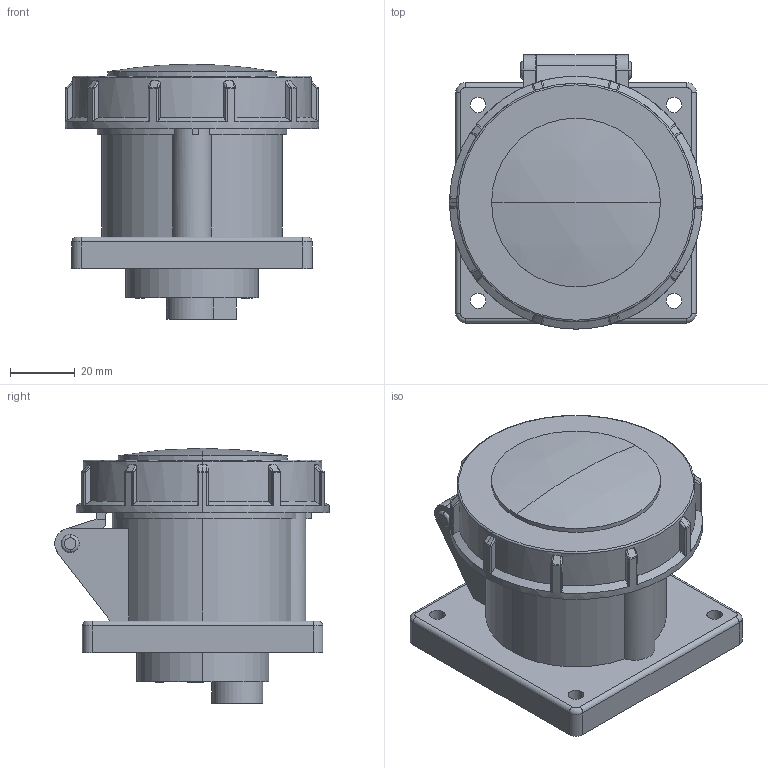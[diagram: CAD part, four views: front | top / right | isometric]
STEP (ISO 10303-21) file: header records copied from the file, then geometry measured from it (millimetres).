
FILE_DESCRIPTION (( 'STEP AP203' ), '1' );
FILE_NAME ('Ðîçåòêà ñòàöèîíàðíàÿ âíóòðåííÿÿ 3142 (ps-3142-16-380).STEP', '2018-09-04T07:03:33', ( '' ), ( '' ), 'SwSTEP 2.0', 'SolidWorks 2017', '' );
FILE_SCHEMA (( 'CONFIG_CONTROL_DESIGN' ));
Length unit declared in the file: millimetre
Products named in the file (4): Êðûøêà 3142; Ðîçåòêà ñòàöèîíàðíàÿ âíóòðåííÿÿ 3142 (ps-3142-16-380); 崶錒艜 34,4 擤; 扻豵鵨 3142
Assembly tree (3 placements, depth 2):
  Ðîçåòêà ñòàöèîíàðíàÿ âíóòðåííÿÿ 3142 (ps-3142-16-380)
    扻豵鵨 3142
    Êðûøêà 3142
    崶錒艜 34,4 擤
Bounding box: 78.4 x 85 x 79.1 mm (x, y, z)
Volume: 189482.5 mm3; surface area: 61326 mm2
Topology: 3 solids, 3 shells, 390 faces, 990 edges, 628 vertices
Faces by surface type: plane 158, cylinder 113, bspline 45, sphere 30, cone 23, torus 21
Entity records: 13803 total; most frequent: CARTESIAN_POINT 4232, ORIENTED_EDGE 1932, DIRECTION 1880, EDGE_CURVE 966, AXIS2_PLACEMENT_3D 704, VERTEX_POINT 616, LINE 472, VECTOR 472
